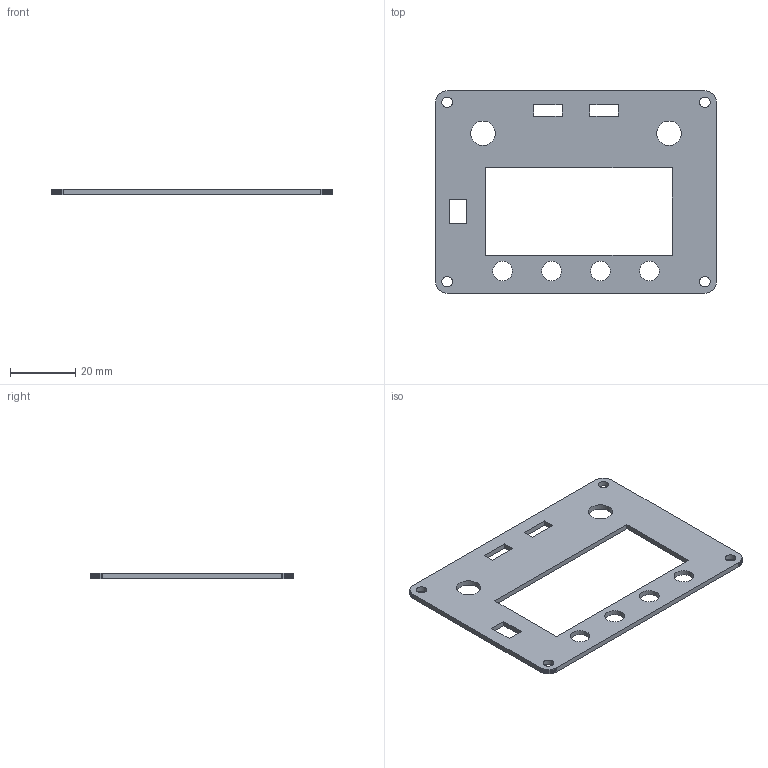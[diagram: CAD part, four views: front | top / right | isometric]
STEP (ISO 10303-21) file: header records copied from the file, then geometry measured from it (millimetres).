
FILE_DESCRIPTION(('KiCad electronic assembly'),'2;1');
FILE_NAME('topboard.step','2024-06-10T09:07:53',('Pcbnew'),('Kicad'), 'Open CASCADE STEP processor 7.7','KiCad to STEP converter','Unknown' );
FILE_SCHEMA(('AUTOMOTIVE_DESIGN { 1 0 10303 214 1 1 1 1 }'));
Length unit declared in the file: millimetre
Products named in the file (2): topboard 1; topboard PCB
Assembly tree (1 placements, depth 2):
  topboard 1
    topboard PCB
Bounding box: 86 x 62 x 1.6 mm (x, y, z)
Volume: 5524.6 mm3; surface area: 8018.2 mm2
Topology: 1 solids, 1 shells, 92 faces, 270 edges, 180 vertices
Faces by surface type: plane 82, cylinder 10
Full cylindrical faces by diameter (mm): 3.2 x4, 6 x4, 7.5 x2
Entity records: 6687 total; most frequent: CARTESIAN_POINT 1204, DIRECTION 998, LINE 770, VECTOR 770, ORIENTED_EDGE 540, PCURVE 540, DEFINITIONAL_REPRESENTATION 540, EDGE_CURVE 270
